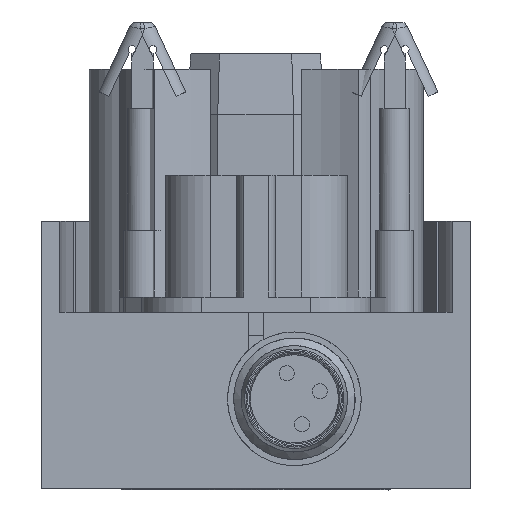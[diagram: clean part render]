
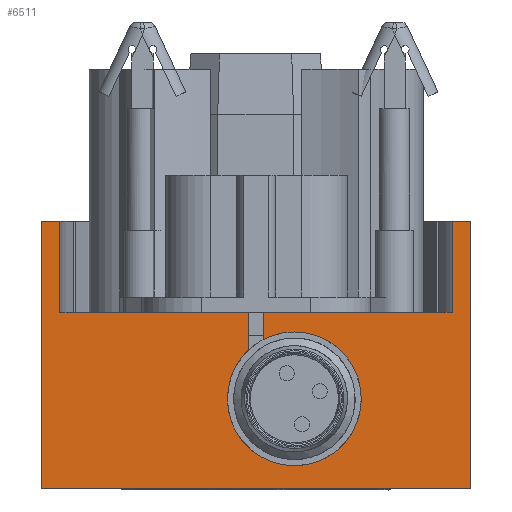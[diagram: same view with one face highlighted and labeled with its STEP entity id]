
A CAD part, front view. The second image highlights one B-rep face of the part: STEP entity #6511.
In plain terms, the highlighted planar face has unit normal (0, -1, 0).
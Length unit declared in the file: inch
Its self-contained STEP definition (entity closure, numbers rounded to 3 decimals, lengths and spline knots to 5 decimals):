
#54 = EDGE_CURVE ( 'NONE', #5902, #8479, #8899, .T. ) ;
#77 = AXIS2_PLACEMENT_3D ( 'NONE', #197, #6825, #6781 ) ;
#85 = LINE ( 'NONE', #4380, #1996 ) ;
#197 = CARTESIAN_POINT ( 'NONE',  ( 1.10951, 0.87467, 1.027 ) ) ;
#281 = ORIENTED_EDGE ( 'NONE', *, *, #4454, .F. ) ;
#285 = LINE ( 'NONE', #11852, #5146 ) ;
#393 = CARTESIAN_POINT ( 'NONE',  ( 1.1292, 0.87467, 1.09302 ) ) ;
#450 = EDGE_CURVE ( 'NONE', #3740, #2714, #2642, .T. ) ;
#453 = LINE ( 'NONE', #8351, #10078 ) ;
#464 = VERTEX_POINT ( 'NONE', #4943 ) ;
#710 = CARTESIAN_POINT ( 'NONE',  ( 1.66463, 0.87467, 0.79471 ) ) ;
#844 = DIRECTION ( 'NONE',  ( 0., 0., 1. ) ) ;
#852 = ORIENTED_EDGE ( 'NONE', *, *, #6829, .F. ) ;
#878 = CARTESIAN_POINT ( 'NONE',  ( 0.5544, 0.87467, 0.79471 ) ) ;
#959 = CARTESIAN_POINT ( 'NONE',  ( 1.66463, 0.87467, 0.79471 ) ) ;
#1158 = VERTEX_POINT ( 'NONE', #3774 ) ;
#1241 = ORIENTED_EDGE ( 'NONE', *, *, #54, .F. ) ;
#1642 = VERTEX_POINT ( 'NONE', #2945 ) ;
#1758 = CARTESIAN_POINT ( 'NONE',  ( 0.60164, 0.87467, 1.25141 ) ) ;
#1807 = DIRECTION ( 'NONE',  ( 0., 0., -1. ) ) ;
#1854 = DIRECTION ( 'NONE',  ( 0., 0., 1. ) ) ;
#1923 = ORIENTED_EDGE ( 'NONE', *, *, #10401, .F. ) ;
#1996 = VECTOR ( 'NONE', #7139, 39.37008 ) ;
#2525 = ORIENTED_EDGE ( 'NONE', *, *, #450, .F. ) ;
#2642 = CIRCLE ( 'NONE', #77, 0.0689 ) ;
#2714 = VERTEX_POINT ( 'NONE', #393 ) ;
#2820 = EDGE_CURVE ( 'NONE', #5902, #5719, #85, .T. ) ;
#2928 = CARTESIAN_POINT ( 'NONE',  ( 1.10951, 0.87467, 1.25141 ) ) ;
#2945 = CARTESIAN_POINT ( 'NONE',  ( 1.66463, 0.87467, 1.48763 ) ) ;
#3196 = LINE ( 'NONE', #9252, #8266 ) ;
#3481 = FACE_OUTER_BOUND ( 'NONE', #9569, .T. ) ;
#3540 = LINE ( 'NONE', #11638, #6523 ) ;
#3584 = VECTOR ( 'NONE', #10371, 39.37008 ) ;
#3740 = VERTEX_POINT ( 'NONE', #6350 ) ;
#3774 = CARTESIAN_POINT ( 'NONE',  ( 1.61739, 0.87467, 1.25141 ) ) ;
#3777 = CARTESIAN_POINT ( 'NONE',  ( 0.5544, 0.87467, 0.79471 ) ) ;
#3802 = VERTEX_POINT ( 'NONE', #4523 ) ;
#3828 = VECTOR ( 'NONE', #1854, 39.37008 ) ;
#4049 = DIRECTION ( 'NONE',  ( 1., 0., 0. ) ) ;
#4380 = CARTESIAN_POINT ( 'NONE',  ( 0.5544, 0.87467, 0.79471 ) ) ;
#4410 = VECTOR ( 'NONE', #1807, 39.37008 ) ;
#4454 = EDGE_CURVE ( 'NONE', #7616, #1642, #3540, .T. ) ;
#4490 = DIRECTION ( 'NONE',  ( 1., 0., 0. ) ) ;
#4523 = CARTESIAN_POINT ( 'NONE',  ( 0.60164, 0.87467, 1.48763 ) ) ;
#4723 = LINE ( 'NONE', #959, #4410 ) ;
#4943 = CARTESIAN_POINT ( 'NONE',  ( 0.60164, 0.87467, 1.25141 ) ) ;
#5146 = VECTOR ( 'NONE', #10007, 39.37008 ) ;
#5195 = EDGE_CURVE ( 'NONE', #7616, #1158, #285, .T. ) ;
#5238 = PLANE ( 'NONE',  #7125 ) ;
#5710 = CARTESIAN_POINT ( 'NONE',  ( 1.08983, 0.87467, 0.79471 ) ) ;
#5719 = VERTEX_POINT ( 'NONE', #710 ) ;
#5851 = ORIENTED_EDGE ( 'NONE', *, *, #2820, .T. ) ;
#5902 = VERTEX_POINT ( 'NONE', #3777 ) ;
#6117 = ORIENTED_EDGE ( 'NONE', *, *, #9806, .F. ) ;
#6148 = VECTOR ( 'NONE', #7745, 39.37008 ) ;
#6236 = DIRECTION ( 'NONE',  ( 0., 1., 0. ) ) ;
#6281 = DIRECTION ( 'NONE',  ( 0., 0., 1. ) ) ;
#6350 = CARTESIAN_POINT ( 'NONE',  ( 1.08983, 0.87467, 1.09302 ) ) ;
#6511 = ADVANCED_FACE ( 'NONE', ( #3481 ), #5238, .F. ) ;
#6523 = VECTOR ( 'NONE', #4049, 39.37008 ) ;
#6587 = EDGE_CURVE ( 'NONE', #464, #9440, #3196, .T. ) ;
#6781 = DIRECTION ( 'NONE',  ( 0., 0., -1. ) ) ;
#6825 = DIRECTION ( 'NONE',  ( 0., -1., 0. ) ) ;
#6829 = EDGE_CURVE ( 'NONE', #10861, #1158, #10179, .T. ) ;
#6867 = VECTOR ( 'NONE', #7521, 39.37008 ) ;
#7125 = AXIS2_PLACEMENT_3D ( 'NONE', #9043, #6236, #6281 ) ;
#7139 = DIRECTION ( 'NONE',  ( 1., 0., 0. ) ) ;
#7367 = CARTESIAN_POINT ( 'NONE',  ( 1.10951, 0.87467, 1.48763 ) ) ;
#7521 = DIRECTION ( 'NONE',  ( 0., 0., 1. ) ) ;
#7563 = CARTESIAN_POINT ( 'NONE',  ( 1.1292, 0.87467, 1.25141 ) ) ;
#7616 = VERTEX_POINT ( 'NONE', #8360 ) ;
#7739 = ORIENTED_EDGE ( 'NONE', *, *, #9395, .T. ) ;
#7745 = DIRECTION ( 'NONE',  ( 1., 0., 0. ) ) ;
#8109 = EDGE_CURVE ( 'NONE', #8479, #3802, #8822, .T. ) ;
#8119 = CARTESIAN_POINT ( 'NONE',  ( 0.5544, 0.87467, 1.48763 ) ) ;
#8266 = VECTOR ( 'NONE', #4490, 39.37008 ) ;
#8351 = CARTESIAN_POINT ( 'NONE',  ( 1.1292, 0.87467, 0.79471 ) ) ;
#8360 = CARTESIAN_POINT ( 'NONE',  ( 1.61739, 0.87467, 1.48763 ) ) ;
#8479 = VERTEX_POINT ( 'NONE', #8119 ) ;
#8680 = VECTOR ( 'NONE', #11362, 39.37008 ) ;
#8693 = ORIENTED_EDGE ( 'NONE', *, *, #5195, .T. ) ;
#8786 = LINE ( 'NONE', #5710, #3584 ) ;
#8822 = LINE ( 'NONE', #7367, #8680 ) ;
#8899 = LINE ( 'NONE', #878, #3828 ) ;
#9043 = CARTESIAN_POINT ( 'NONE',  ( 1.10951, 0.87467, 0.79471 ) ) ;
#9079 = EDGE_CURVE ( 'NONE', #9440, #3740, #8786, .T. ) ;
#9252 = CARTESIAN_POINT ( 'NONE',  ( 1.10951, 0.87467, 1.25141 ) ) ;
#9383 = ORIENTED_EDGE ( 'NONE', *, *, #8109, .F. ) ;
#9395 = EDGE_CURVE ( 'NONE', #464, #3802, #9688, .T. ) ;
#9440 = VERTEX_POINT ( 'NONE', #12266 ) ;
#9569 = EDGE_LOOP ( 'NONE', ( #10298, #7739, #9383, #1241, #5851, #1923, #281, #8693, #852, #6117, #2525, #11746 ) ) ;
#9688 = LINE ( 'NONE', #1758, #6867 ) ;
#9806 = EDGE_CURVE ( 'NONE', #2714, #10861, #453, .T. ) ;
#10007 = DIRECTION ( 'NONE',  ( 0., 0., -1. ) ) ;
#10078 = VECTOR ( 'NONE', #844, 39.37008 ) ;
#10179 = LINE ( 'NONE', #2928, #6148 ) ;
#10298 = ORIENTED_EDGE ( 'NONE', *, *, #6587, .F. ) ;
#10371 = DIRECTION ( 'NONE',  ( 0., 0., -1. ) ) ;
#10401 = EDGE_CURVE ( 'NONE', #1642, #5719, #4723, .T. ) ;
#10861 = VERTEX_POINT ( 'NONE', #7563 ) ;
#11362 = DIRECTION ( 'NONE',  ( 1., 0., 0. ) ) ;
#11638 = CARTESIAN_POINT ( 'NONE',  ( 1.10951, 0.87467, 1.48763 ) ) ;
#11746 = ORIENTED_EDGE ( 'NONE', *, *, #9079, .F. ) ;
#11852 = CARTESIAN_POINT ( 'NONE',  ( 1.61739, 0.87467, 1.25141 ) ) ;
#12266 = CARTESIAN_POINT ( 'NONE',  ( 1.08983, 0.87467, 1.25141 ) ) ;
